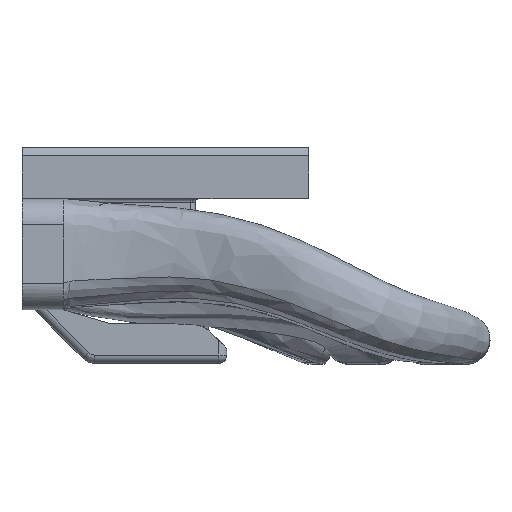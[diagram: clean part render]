
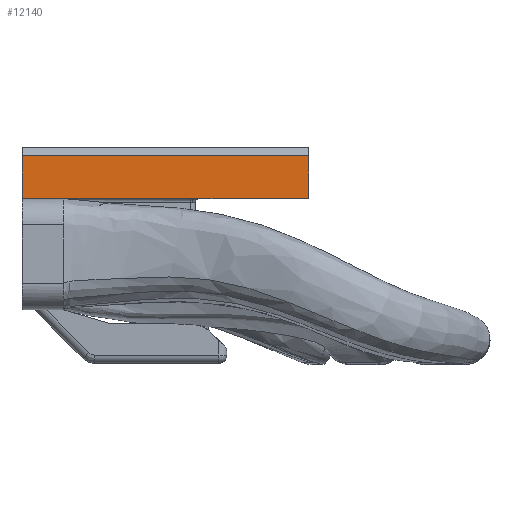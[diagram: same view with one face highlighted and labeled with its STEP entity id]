
A CAD part, left-side view. The second image highlights one B-rep face of the part: STEP entity #12140.
In plain terms, the highlighted planar face has unit normal (-1, 0, 0).
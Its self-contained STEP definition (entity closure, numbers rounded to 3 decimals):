
#498=PLANE('',#12986);
#950=FACE_OUTER_BOUND('',#1646,.T.);
#1646=EDGE_LOOP('',(#9744,#9745,#9746,#9747,#9748));
#2815=LINE('',#24114,#3582);
#2893=LINE('',#26058,#3660);
#2920=LINE('',#26314,#3687);
#2950=LINE('',#26571,#3717);
#2953=LINE('',#27267,#3720);
#3582=VECTOR('',#14498,10.);
#3660=VECTOR('',#14820,10.);
#3687=VECTOR('',#14863,10.);
#3717=VECTOR('',#14953,10.);
#3720=VECTOR('',#14972,10.);
#5169=VERTEX_POINT('',#24111);
#5170=VERTEX_POINT('',#24113);
#5277=VERTEX_POINT('',#25989);
#5312=VERTEX_POINT('',#26311);
#5313=VERTEX_POINT('',#26313);
#6645=EDGE_CURVE('',#5169,#5170,#2815,.T.);
#6831=EDGE_CURVE('',#5277,#5170,#2893,.T.);
#6870=EDGE_CURVE('',#5313,#5312,#2920,.T.);
#6935=EDGE_CURVE('',#5313,#5169,#2950,.T.);
#6955=EDGE_CURVE('',#5277,#5312,#2953,.T.);
#9744=ORIENTED_EDGE('',*,*,#6935,.F.);
#9745=ORIENTED_EDGE('',*,*,#6870,.T.);
#9746=ORIENTED_EDGE('',*,*,#6955,.F.);
#9747=ORIENTED_EDGE('',*,*,#6831,.T.);
#9748=ORIENTED_EDGE('',*,*,#6645,.F.);
#12140=ADVANCED_FACE('',(#950),#498,.T.);
#12986=AXIS2_PLACEMENT_3D('',#27266,#14970,#14971);
#14498=DIRECTION('',(0.,-1.,0.));
#14820=DIRECTION('',(0.,0.,1.));
#14863=DIRECTION('',(0.,-1.,0.));
#14953=DIRECTION('',(0.,0.,1.));
#14970=DIRECTION('center_axis',(-1.,0.,0.));
#14971=DIRECTION('ref_axis',(0.,-1.,0.));
#14972=DIRECTION('',(0.,0.,-1.));
#24111=CARTESIAN_POINT('',(-22.1,19.781,-20.84));
#24113=CARTESIAN_POINT('',(-22.1,14.581,-20.84));
#24114=CARTESIAN_POINT('',(-22.1,20.781,-20.84));
#25989=CARTESIAN_POINT('',(-22.1,14.581,-34.78));
#26058=CARTESIAN_POINT('',(-22.1,14.581,-55.64));
#26311=CARTESIAN_POINT('',(-22.1,14.581,-55.64));
#26313=CARTESIAN_POINT('',(-22.1,19.781,-55.64));
#26314=CARTESIAN_POINT('',(-22.1,20.781,-55.64));
#26571=CARTESIAN_POINT('',(-22.1,19.781,-55.64));
#27266=CARTESIAN_POINT('Origin',(-22.1,20.781,-55.64));
#27267=CARTESIAN_POINT('',(-22.1,14.581,-55.64));
